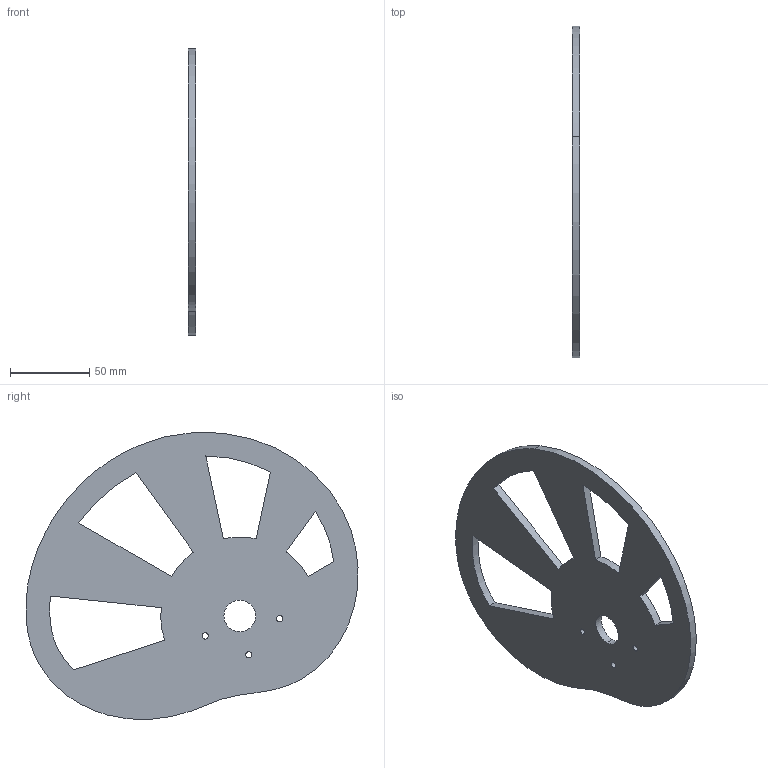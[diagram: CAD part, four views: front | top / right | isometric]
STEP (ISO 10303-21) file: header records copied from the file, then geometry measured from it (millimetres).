
FILE_DESCRIPTION (( 'STEP AP214' ), '1' );
FILE_NAME ('cam1.3_v1.0.STEP', '2020-04-03T02:36:30', ( '' ), ( '' ), 'SwSTEP 2.0', 'SolidWorks 2020', '' );
FILE_SCHEMA (( 'AUTOMOTIVE_DESIGN' ));
Length unit declared in the file: millimetre
Products named in the file (1): cam1.3_v1.0
Bounding box: 5 x 209.68 x 181.2 mm (x, y, z)
Volume: 112782.7 mm3; surface area: 52043.8 mm2
Topology: 1 solids, 1 shells, 28 faces, 78 edges, 52 vertices
Faces by surface type: cylinder 12, plane 10, bspline 6
Entity records: 1132 total; most frequent: CARTESIAN_POINT 361, ORIENTED_EDGE 156, DIRECTION 136, EDGE_CURVE 78, VERTEX_POINT 52, AXIS2_PLACEMENT_3D 47, EDGE_LOOP 44, VECTOR 42
